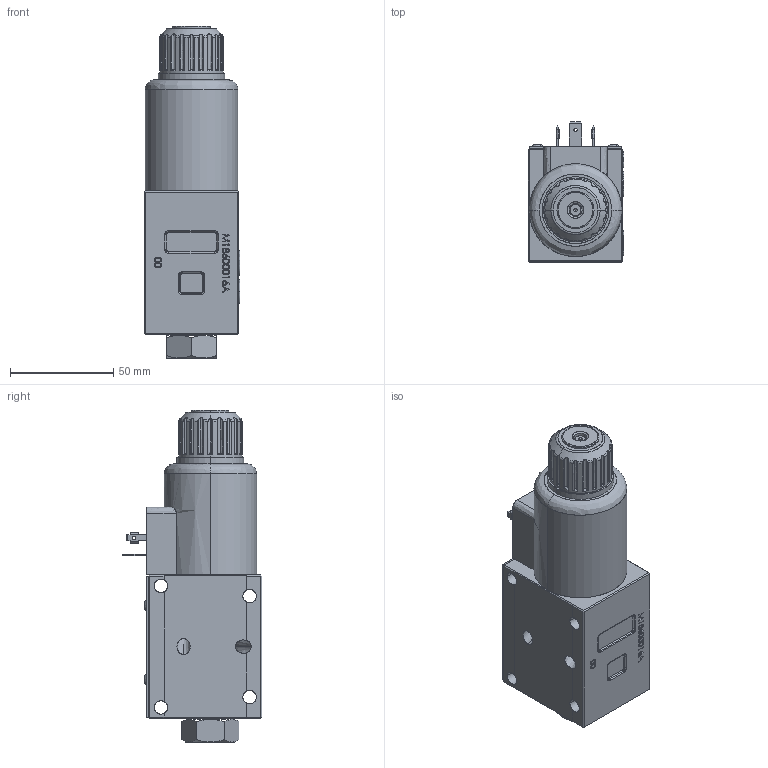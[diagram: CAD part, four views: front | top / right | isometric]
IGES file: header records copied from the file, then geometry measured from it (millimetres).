
Start section: SolidWorks IGES file using analytic representation for surfaces
Global section: file name: CXQ3CT-D-S12.igs; native system: SolidWorks 2016; preprocessor: SolidWorks 2016; author: serviziopdm; date: 170420.160312; units: millimetre
Bounding box: 46.48 x 67.85 x 161 mm (x, y, z)
Surface area: 42898.3 mm2 (no closed solid volume)
Topology: 0 solids, 0 shells, 741 faces, 12602 edges, 12590 vertices
Faces by surface type: bspline 515, revolution 226
